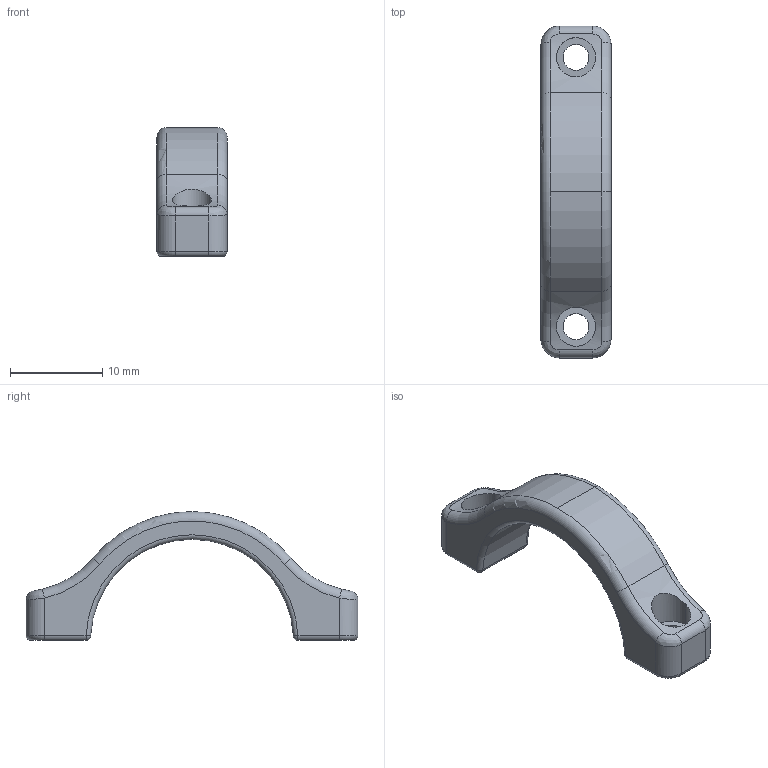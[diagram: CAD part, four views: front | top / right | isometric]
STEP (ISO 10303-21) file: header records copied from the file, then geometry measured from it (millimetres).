
FILE_DESCRIPTION (( 'STEP AP214' ), '1' );
FILE_NAME ('Clamp.STEP', '2023-08-10T10:03:31', ( '' ), ( '' ), 'SwSTEP 2.0', 'SolidWorks 2018', '' );
FILE_SCHEMA (( 'AUTOMOTIVE_DESIGN' ));
Length unit declared in the file: millimetre
Products named in the file (1): Clamp
Bounding box: 7.6 x 35.98 x 13.94 mm (x, y, z)
Volume: 1138 mm3; surface area: 1121.6 mm2
Topology: 1 solids, 1 shells, 58 faces, 128 edges, 74 vertices
Faces by surface type: cylinder 28, torus 14, plane 8, bspline 4, sphere 4
Entity records: 1942 total; most frequent: CARTESIAN_POINT 605, DIRECTION 302, ORIENTED_EDGE 256, AXIS2_PLACEMENT_3D 131, EDGE_CURVE 128, CIRCLE 76, VERTEX_POINT 74, EDGE_LOOP 64
